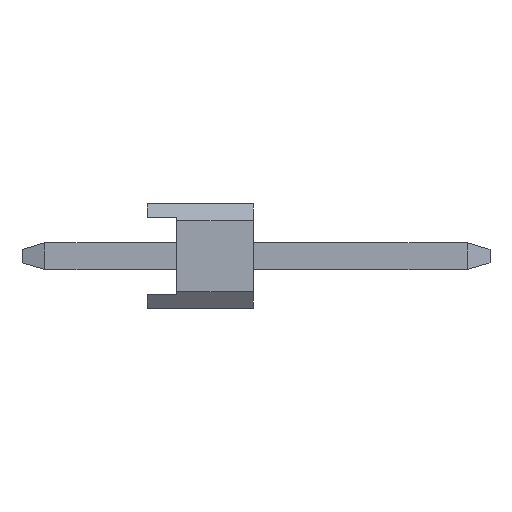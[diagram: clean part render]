
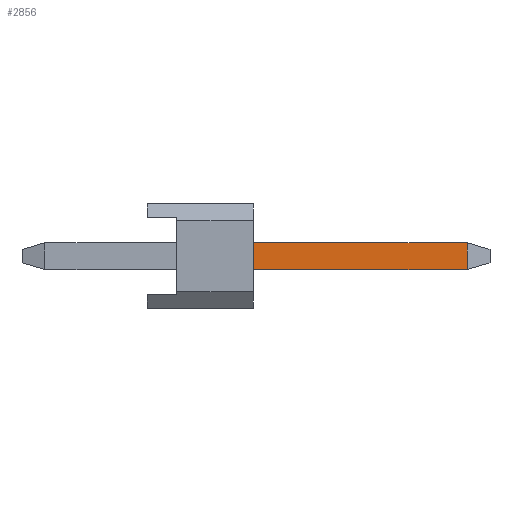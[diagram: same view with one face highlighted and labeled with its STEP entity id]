
A CAD part, left-side view. The second image highlights one B-rep face of the part: STEP entity #2856.
In plain terms, the highlighted planar face has unit normal (-1, 0, 0).
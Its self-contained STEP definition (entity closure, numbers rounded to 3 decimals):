
#1150=VERTEX_POINT('',#3306);
#1544=VERTEX_POINT('',#3739);
#1742=VERTEX_POINT('',#3956);
#1852=EDGE_CURVE('',#1742,#1150,#4075,.T.);
#1998=EDGE_CURVE('',#3094,#1742,#4232,.T.);
#2256=EDGE_CURVE('',#1544,#3094,#4527,.T.);
#2630=EDGE_CURVE('',#1150,#1544,#4945,.T.);
#2856=ADVANCED_FACE('',(#5194),#5195,.T.);
#3094=VERTEX_POINT('',#5460);
#3306=CARTESIAN_POINT('',(-7.94,-2.54,0.32));
#3739=CARTESIAN_POINT('',(-7.94,-7.654,0.32));
#3956=CARTESIAN_POINT('',(-7.94,-2.54,-0.32));
#4075=LINE('',#6807,#6808);
#4232=LINE('',#7042,#7043);
#4527=LINE('',#7459,#7460);
#4945=LINE('',#8057,#8058);
#5194=FACE_OUTER_BOUND('',#8417,.T.);
#5195=PLANE('',#8418);
#5460=CARTESIAN_POINT('',(-7.94,-7.654,-0.32));
#6807=CARTESIAN_POINT('',(-7.94,-2.54,0.252));
#6808=VECTOR('',#9784,1.0);
#7042=CARTESIAN_POINT('',(-7.94,2.454,-0.32));
#7043=VECTOR('',#9913,1.0);
#7459=CARTESIAN_POINT('',(-7.94,-7.654,0.5));
#7460=VECTOR('',#10296,1.0);
#8057=CARTESIAN_POINT('',(-7.94,-2.6,0.32));
#8058=VECTOR('',#10778,1.0);
#8417=EDGE_LOOP('',(#11023,#11024,#11025,#11026));
#8418=AXIS2_PLACEMENT_3D('',#11027,#11028,#11029);
#9784=DIRECTION('',(0.,0.,1.0));
#9913=DIRECTION('',(0.,1.0,0.));
#10296=DIRECTION('',(0.0,0.,-1.0));
#10778=DIRECTION('',(0.,-1.0,0.));
#11023=ORIENTED_EDGE('',*,*,#1852,.F.);
#11024=ORIENTED_EDGE('',*,*,#1998,.F.);
#11025=ORIENTED_EDGE('',*,*,#2256,.F.);
#11026=ORIENTED_EDGE('',*,*,#2630,.F.);
#11027=CARTESIAN_POINT('',(-7.94,2.454,0.5));
#11028=DIRECTION('',(-1.0,0.,0.));
#11029=DIRECTION('',(0.,1.0,0.));
